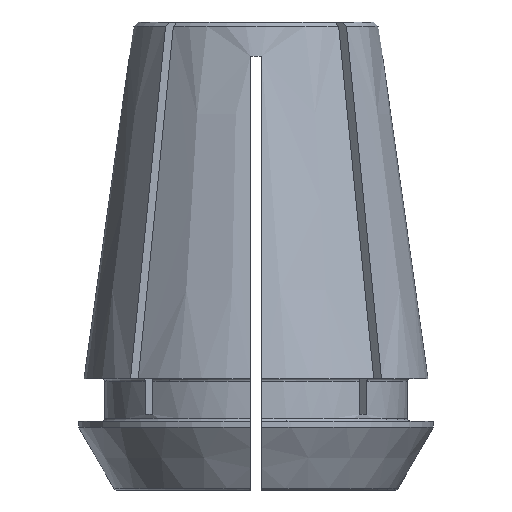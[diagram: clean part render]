
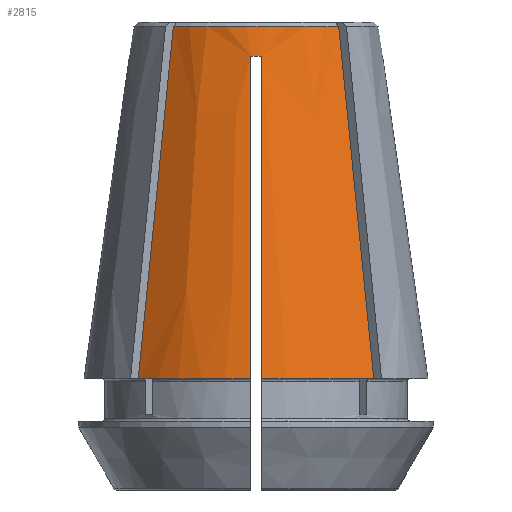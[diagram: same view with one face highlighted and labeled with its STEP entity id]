
A CAD part, left-side view. The second image highlights one B-rep face of the part: STEP entity #2815.
In plain terms, the highlighted conical face has half-angle 8 degrees and reference radius 8.86 mm.
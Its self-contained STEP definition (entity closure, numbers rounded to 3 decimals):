
#20=CONICAL_SURFACE('',#3004,8.86,0.14);
#564=CIRCLE('',#3005,8.902);
#565=CIRCLE('',#3006,12.5);
#566=CIRCLE('',#3007,9.211);
#567=CIRCLE('',#3008,12.5);
#766=ORIENTED_EDGE('',*,*,#1675,.F.);
#767=ORIENTED_EDGE('',*,*,#1676,.T.);
#768=ORIENTED_EDGE('',*,*,#1677,.T.);
#769=ORIENTED_EDGE('',*,*,#1678,.F.);
#770=ORIENTED_EDGE('',*,*,#1679,.F.);
#771=ORIENTED_EDGE('',*,*,#1680,.T.);
#772=ORIENTED_EDGE('',*,*,#1681,.T.);
#773=ORIENTED_EDGE('',*,*,#1682,.F.);
#1675=EDGE_CURVE('',#2128,#2129,#564,.T.);
#1676=EDGE_CURVE('',#2128,#2130,#2387,.T.);
#1677=EDGE_CURVE('',#2130,#2131,#565,.T.);
#1678=EDGE_CURVE('',#2132,#2131,#2388,.T.);
#1679=EDGE_CURVE('',#2133,#2132,#566,.T.);
#1680=EDGE_CURVE('',#2133,#2134,#2389,.T.);
#1681=EDGE_CURVE('',#2134,#2135,#567,.T.);
#1682=EDGE_CURVE('',#2129,#2135,#2390,.T.);
#2128=VERTEX_POINT('',#4275);
#2129=VERTEX_POINT('',#4276);
#2130=VERTEX_POINT('',#4284);
#2131=VERTEX_POINT('',#4286);
#2132=VERTEX_POINT('',#4297);
#2133=VERTEX_POINT('',#4299);
#2134=VERTEX_POINT('',#4310);
#2135=VERTEX_POINT('',#4312);
#2387=B_SPLINE_CURVE_WITH_KNOTS('',3,(#4277,#4278,#4279,#4280,#4281,#4282,
#4283),.UNSPECIFIED.,.F.,.F.,(4,3,4),(0.,0.016,
0.026),.UNSPECIFIED.);
#2388=B_SPLINE_CURVE_WITH_KNOTS('',3,(#4287,#4288,#4289,#4290,#4291,#4292,
#4293,#4294,#4295,#4296),.UNSPECIFIED.,.F.,.F.,(4,3,3,4),(0.014,
0.017,0.034,0.038),.UNSPECIFIED.);
#2389=B_SPLINE_CURVE_WITH_KNOTS('',3,(#4300,#4301,#4302,#4303,#4304,#4305,
#4306,#4307,#4308,#4309),.UNSPECIFIED.,.F.,.F.,(4,3,3,4),(0.014,
0.017,0.034,0.038),.UNSPECIFIED.);
#2390=B_SPLINE_CURVE_WITH_KNOTS('',3,(#4313,#4314,#4315,#4316,#4317,#4318,
#4319),.UNSPECIFIED.,.F.,.F.,(4,3,4),(0.,0.016,
0.026),.UNSPECIFIED.);
#2479=EDGE_LOOP('',(#766,#767,#768,#769,#770,#771,#772,#773));
#2631=FACE_BOUND('',#2479,.T.);
#2815=ADVANCED_FACE('',(#2631),#20,.T.);
#3004=AXIS2_PLACEMENT_3D('',#4273,#3385,#3386);
#3005=AXIS2_PLACEMENT_3D('',#4274,#3387,#3388);
#3006=AXIS2_PLACEMENT_3D('',#4285,#3389,#3390);
#3007=AXIS2_PLACEMENT_3D('',#4298,#3391,#3392);
#3008=AXIS2_PLACEMENT_3D('',#4311,#3393,#3394);
#3385=DIRECTION('',(0.,0.,-1.));
#3386=DIRECTION('',(-1.,0.,0.));
#3387=DIRECTION('',(0.,0.,1.));
#3388=DIRECTION('',(1.,0.,0.));
#3389=DIRECTION('',(0.,0.,1.));
#3390=DIRECTION('',(1.,0.,0.));
#3391=DIRECTION('',(0.,0.,-1.));
#3392=DIRECTION('',(-1.,0.,0.));
#3393=DIRECTION('',(0.,0.,1.));
#3394=DIRECTION('',(1.,0.,0.));
#4273=CARTESIAN_POINT('',(0.,0.,29.));
#4274=CARTESIAN_POINT('',(0.,0.,28.703));
#4275=CARTESIAN_POINT('',(-6.571,6.005,28.703));
#4276=CARTESIAN_POINT('',(-6.571,-6.005,28.703));
#4277=CARTESIAN_POINT('',(-6.571,6.005,28.703));
#4278=CARTESIAN_POINT('',(-7.084,6.518,23.544));
#4279=CARTESIAN_POINT('',(-7.597,7.031,18.386));
#4280=CARTESIAN_POINT('',(-8.11,7.544,13.227));
#4281=CARTESIAN_POINT('',(-8.446,7.88,9.851));
#4282=CARTESIAN_POINT('',(-8.782,8.216,6.476));
#4283=CARTESIAN_POINT('',(-9.117,8.551,3.1));
#4284=CARTESIAN_POINT('',(-9.117,8.551,3.1));
#4285=CARTESIAN_POINT('',(0.,0.,3.1));
#4286=CARTESIAN_POINT('',(-12.494,0.4,3.1));
#4287=CARTESIAN_POINT('',(-9.203,0.4,26.5));
#4288=CARTESIAN_POINT('',(-9.338,0.4,25.536));
#4289=CARTESIAN_POINT('',(-9.474,0.4,24.572));
#4290=CARTESIAN_POINT('',(-9.609,0.4,23.608));
#4291=CARTESIAN_POINT('',(-10.393,0.4,18.034));
#4292=CARTESIAN_POINT('',(-11.177,0.4,12.461));
#4293=CARTESIAN_POINT('',(-11.961,0.4,6.887));
#4294=CARTESIAN_POINT('',(-12.139,0.4,5.625));
#4295=CARTESIAN_POINT('',(-12.316,0.4,4.362));
#4296=CARTESIAN_POINT('',(-12.494,0.4,3.1));
#4297=CARTESIAN_POINT('',(-9.203,0.4,26.5));
#4298=CARTESIAN_POINT('',(0.,0.,26.5));
#4299=CARTESIAN_POINT('',(-9.203,-0.4,26.5));
#4300=CARTESIAN_POINT('',(-9.203,-0.4,26.5));
#4301=CARTESIAN_POINT('',(-9.338,-0.4,25.536));
#4302=CARTESIAN_POINT('',(-9.474,-0.4,24.572));
#4303=CARTESIAN_POINT('',(-9.609,-0.4,23.608));
#4304=CARTESIAN_POINT('',(-10.393,-0.4,18.034));
#4305=CARTESIAN_POINT('',(-11.177,-0.4,12.461));
#4306=CARTESIAN_POINT('',(-11.961,-0.4,6.887));
#4307=CARTESIAN_POINT('',(-12.139,-0.4,5.625));
#4308=CARTESIAN_POINT('',(-12.316,-0.4,4.362));
#4309=CARTESIAN_POINT('',(-12.494,-0.4,3.1));
#4310=CARTESIAN_POINT('',(-12.494,-0.4,3.1));
#4311=CARTESIAN_POINT('',(0.,0.,3.1));
#4312=CARTESIAN_POINT('',(-9.117,-8.551,3.1));
#4313=CARTESIAN_POINT('',(-6.571,-6.005,28.703));
#4314=CARTESIAN_POINT('',(-7.084,-6.518,23.544));
#4315=CARTESIAN_POINT('',(-7.597,-7.031,18.386));
#4316=CARTESIAN_POINT('',(-8.11,-7.544,13.227));
#4317=CARTESIAN_POINT('',(-8.446,-7.88,9.851));
#4318=CARTESIAN_POINT('',(-8.782,-8.216,6.476));
#4319=CARTESIAN_POINT('',(-9.117,-8.551,3.1));
